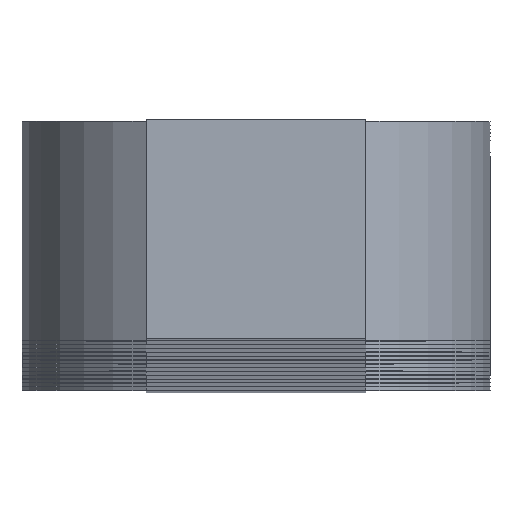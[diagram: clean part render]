
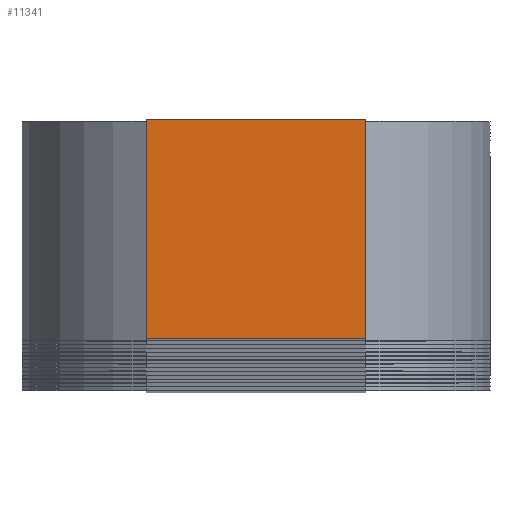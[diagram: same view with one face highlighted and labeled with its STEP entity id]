
A CAD part, top view. The second image highlights one B-rep face of the part: STEP entity #11341.
In plain terms, the highlighted planar face has unit normal (0, 0, 1).
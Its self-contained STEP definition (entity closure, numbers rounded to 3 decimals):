
#92 = CARTESIAN_POINT ( 'NONE',  ( -7., 7., 1000. ) ) ;
#143 = ORIENTED_EDGE ( 'NONE', *, *, #2175, .T. ) ;
#150 = LINE ( 'NONE', #92, #8934 ) ;
#1043 = LINE ( 'NONE', #14468, #12241 ) ;
#1258 = DIRECTION ( 'NONE',  ( 0., 0., 1. ) ) ;
#1339 = EDGE_CURVE ( 'NONE', #3800, #2077, #10331, .T. ) ;
#2077 = VERTEX_POINT ( 'NONE', #4919 ) ;
#2175 = EDGE_CURVE ( 'NONE', #10967, #3800, #150, .T. ) ;
#2631 = CARTESIAN_POINT ( 'NONE',  ( -7., 7., 1000. ) ) ;
#2653 = FACE_OUTER_BOUND ( 'NONE', #3402, .T. ) ;
#3402 = EDGE_LOOP ( 'NONE', ( #12225, #11668, #143, #3604 ) ) ;
#3604 = ORIENTED_EDGE ( 'NONE', *, *, #1339, .T. ) ;
#3800 = VERTEX_POINT ( 'NONE', #9575 ) ;
#4699 = VECTOR ( 'NONE', #6574, 1000. ) ;
#4919 = CARTESIAN_POINT ( 'NONE',  ( 7., -7., 1000. ) ) ;
#5399 = DIRECTION ( 'NONE',  ( 0., 1., 0. ) ) ;
#5977 = EDGE_CURVE ( 'NONE', #6718, #10967, #13036, .T. ) ;
#6574 = DIRECTION ( 'NONE',  ( 1., 0., 0. ) ) ;
#6718 = VERTEX_POINT ( 'NONE', #11311 ) ;
#7529 = DIRECTION ( 'NONE',  ( -1., 0., 0. ) ) ;
#7776 = VECTOR ( 'NONE', #7529, 1000. ) ;
#7865 = CARTESIAN_POINT ( 'NONE',  ( 0., 0., 1000. ) ) ;
#8934 = VECTOR ( 'NONE', #12477, 1000. ) ;
#9575 = CARTESIAN_POINT ( 'NONE',  ( -7., -7., 1000. ) ) ;
#9611 = AXIS2_PLACEMENT_3D ( 'NONE', #7865, #1258, #13551 ) ;
#10305 = PLANE ( 'NONE',  #9611 ) ;
#10331 = LINE ( 'NONE', #13417, #4699 ) ;
#10967 = VERTEX_POINT ( 'NONE', #2631 ) ;
#11311 = CARTESIAN_POINT ( 'NONE',  ( 7., 7., 1000. ) ) ;
#11341 = ADVANCED_FACE ( 'NONE', ( #2653 ), #10305, .T. ) ;
#11668 = ORIENTED_EDGE ( 'NONE', *, *, #5977, .T. ) ;
#12225 = ORIENTED_EDGE ( 'NONE', *, *, #12461, .T. ) ;
#12241 = VECTOR ( 'NONE', #5399, 1000. ) ;
#12461 = EDGE_CURVE ( 'NONE', #2077, #6718, #1043, .T. ) ;
#12477 = DIRECTION ( 'NONE',  ( 0., -1., 0. ) ) ;
#13036 = LINE ( 'NONE', #14223, #7776 ) ;
#13417 = CARTESIAN_POINT ( 'NONE',  ( -7., -7., 1000. ) ) ;
#13551 = DIRECTION ( 'NONE',  ( 1., 0., 0. ) ) ;
#14223 = CARTESIAN_POINT ( 'NONE',  ( -7., 7., 1000. ) ) ;
#14468 = CARTESIAN_POINT ( 'NONE',  ( 7., 7., 1000. ) ) ;
